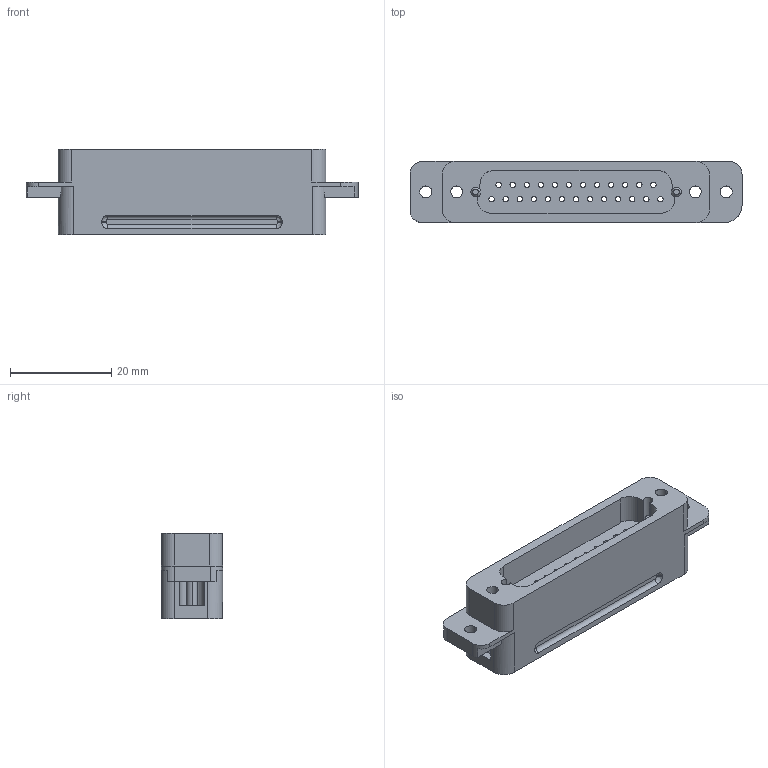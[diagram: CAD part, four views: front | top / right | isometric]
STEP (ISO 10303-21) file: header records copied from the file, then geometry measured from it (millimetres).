
FILE_DESCRIPTION (( 'STEP AP203' ), '1' );
FILE_NAME ('100421 ACCU-GLASS PRODUCTS, INC.STEP', '2009-11-16T18:54:02', ( ' ' ), ( ' ' ), 'SwSTEP 2.0', 'SolidWorks 2006004', '' );
FILE_SCHEMA (( 'CONFIG_CONTROL_DESIGN' ));
Length unit declared in the file: inch
Products named in the file (1): 100421 ACCU-GLASS PRODUCTS, INC
Bounding box: 65.43 x 12.06 x 16.89 mm (x, y, z)
Volume: 7518.1 mm3; surface area: 7233.8 mm2
Topology: 1 solids, 1 shells, 233 faces, 702 edges, 466 vertices
Faces by surface type: cylinder 160, plane 53, cone 12, bspline 8
Entity records: 8621 total; most frequent: CARTESIAN_POINT 1718, DIRECTION 1492, ORIENTED_EDGE 1404, EDGE_CURVE 702, AXIS2_PLACEMENT_3D 596, VERTEX_POINT 466, CIRCLE 370, EDGE_LOOP 350
